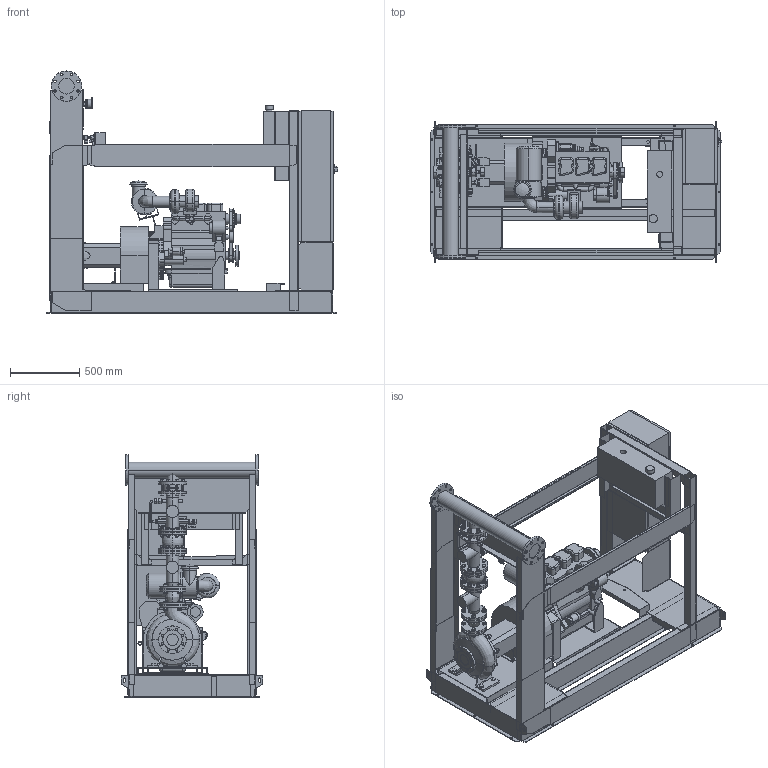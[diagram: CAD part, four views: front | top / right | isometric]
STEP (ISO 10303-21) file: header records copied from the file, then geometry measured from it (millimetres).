
FILE_DESCRIPTION((''),'2;1');
FILE_NAME('3d_Sifire-EN-65_250-240-47.7D-4183823.stp','2015-05-26T10:36:52',(''),(''),'Mechanical Desktop 2009','Mechanical Desktop 2009',', , ');
FILE_SCHEMA(('CONFIG_CONTROL_DESIGN'));
Length unit declared in the file: millimetre
Products named in the file (1): Product
Bounding box: 2105.5 x 1026 x 1750 mm (x, y, z)
Volume: 319631200.3 mm3; surface area: 26297239.7 mm2
Topology: 155 solids, 156 shells, 4138 faces, 10148 edges, 6421 vertices
Faces by surface type: plane 1642, bspline 1056, cylinder 878, cone 462, torus 93, sphere 7
Entity records: 132504 total; most frequent: CARTESIAN_POINT 39481, ORIENTED_EDGE 20272, DIRECTION 18045, EDGE_CURVE 10136, VERTEX_POINT 6419, AXIS2_PLACEMENT_3D 6229, VECTOR 5587, LINE 5587
